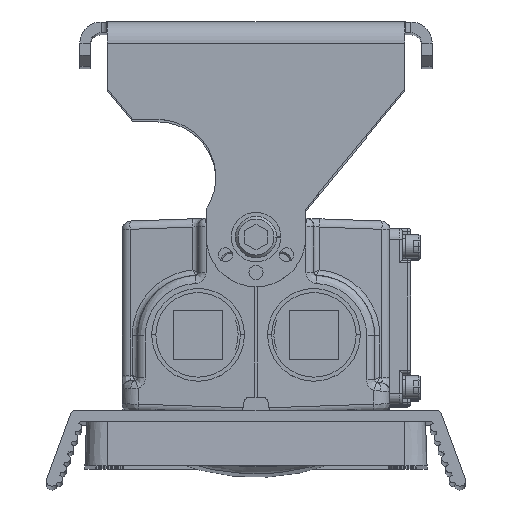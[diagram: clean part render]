
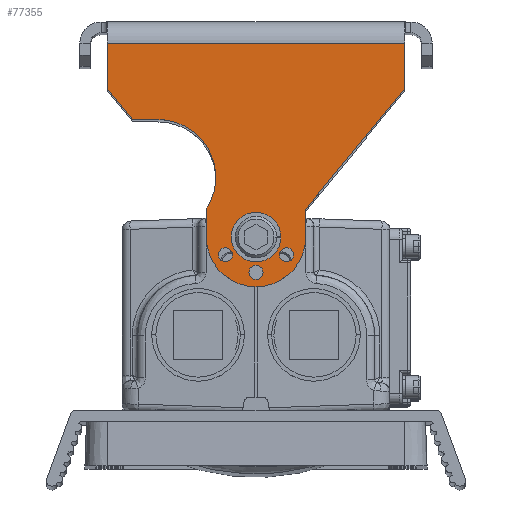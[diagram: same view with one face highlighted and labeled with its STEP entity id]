
A CAD part, top view. The second image highlights one B-rep face of the part: STEP entity #77355.
In plain terms, the highlighted planar face has unit normal (0, 0, 1).
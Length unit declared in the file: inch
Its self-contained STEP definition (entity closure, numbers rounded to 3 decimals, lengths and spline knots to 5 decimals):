
#75699=DIRECTION('',(0.,-1.,0.));
#75700=VECTOR('',#75699,0.51);
#75701=CARTESIAN_POINT('',(-1.6875,-0.24,8.0275));
#75702=LINE('',#75701,#75700);
#75711=CARTESIAN_POINT('',(0.,-2.437,8.0275));
#75712=DIRECTION('',(0.,0.,1.));
#75713=DIRECTION('',(-1.,0.,0.));
#75714=AXIS2_PLACEMENT_3D('',#75711,#75712,#75713);
#75716=DIRECTION('',(0.,1.,0.));
#75717=VECTOR('',#75716,0.31732);
#75718=CARTESIAN_POINT('',(-0.5625,-2.437,8.0275));
#75719=LINE('',#75718,#75717);
#75720=CARTESIAN_POINT('',(-1.11133,-1.76035,8.0275));
#75721=DIRECTION('',(0.,0.,1.));
#75722=DIRECTION('',(0.837,-0.548,0.));
#75723=AXIS2_PLACEMENT_3D('',#75720,#75721,#75722);
#75725=DIRECTION('',(-1.,0.,0.));
#75726=VECTOR('',#75725,0.28512);
#75727=CARTESIAN_POINT('',(-1.11133,-1.10435,8.0275));
#75728=LINE('',#75727,#75726);
#75729=DIRECTION('',(-0.635,0.773,0.));
#75730=VECTOR('',#75729,0.45856);
#75731=CARTESIAN_POINT('',(-1.39645,-1.10435,8.0275));
#75732=LINE('',#75731,#75730);
#75733=DIRECTION('',(-1.,0.,0.));
#75734=VECTOR('',#75733,3.375);
#75735=CARTESIAN_POINT('',(1.6875,-0.24,8.0275));
#75736=LINE('',#75735,#75734);
#75737=DIRECTION('',(-0.635,-0.773,0.));
#75738=VECTOR('',#75737,1.77247);
#75739=CARTESIAN_POINT('',(1.6875,-0.75,8.0275));
#75740=LINE('',#75739,#75738);
#75741=DIRECTION('',(0.,-1.,0.));
#75742=VECTOR('',#75741,0.31732);
#75743=CARTESIAN_POINT('',(0.5625,-2.11968,8.0275));
#75744=LINE('',#75743,#75742);
#75745=CARTESIAN_POINT('',(0.,-2.437,8.0275));
#75746=DIRECTION('',(0.,0.,1.));
#75747=DIRECTION('',(1.,0.,0.));
#75748=AXIS2_PLACEMENT_3D('',#75745,#75746,#75747);
#75750=CARTESIAN_POINT('',(0.,-2.437,8.0275));
#75751=DIRECTION('',(0.,0.,1.));
#75752=DIRECTION('',(-1.,0.,0.));
#75753=AXIS2_PLACEMENT_3D('',#75750,#75751,#75752);
#75755=CARTESIAN_POINT('',(-0.34641,-2.637,8.0275));
#75756=DIRECTION('',(0.,0.,1.));
#75757=DIRECTION('',(1.,0.,0.));
#75758=AXIS2_PLACEMENT_3D('',#75755,#75756,#75757);
#75760=CARTESIAN_POINT('',(-0.34641,-2.637,8.0275));
#75761=DIRECTION('',(0.,0.,1.));
#75762=DIRECTION('',(-1.,0.,0.));
#75763=AXIS2_PLACEMENT_3D('',#75760,#75761,#75762);
#75765=CARTESIAN_POINT('',(0.,-2.837,8.0275));
#75766=DIRECTION('',(0.,0.,1.));
#75767=DIRECTION('',(1.,0.,0.));
#75768=AXIS2_PLACEMENT_3D('',#75765,#75766,#75767);
#75770=CARTESIAN_POINT('',(0.,-2.837,8.0275));
#75771=DIRECTION('',(0.,0.,1.));
#75772=DIRECTION('',(-1.,0.,0.));
#75773=AXIS2_PLACEMENT_3D('',#75770,#75771,#75772);
#75775=CARTESIAN_POINT('',(0.34641,-2.637,8.0275));
#75776=DIRECTION('',(0.,0.,1.));
#75777=DIRECTION('',(1.,0.,0.));
#75778=AXIS2_PLACEMENT_3D('',#75775,#75776,#75777);
#75780=CARTESIAN_POINT('',(0.34641,-2.637,8.0275));
#75781=DIRECTION('',(0.,0.,1.));
#75782=DIRECTION('',(-1.,0.,0.));
#75783=AXIS2_PLACEMENT_3D('',#75780,#75781,#75782);
#75797=DIRECTION('',(0.,-1.,0.));
#75798=VECTOR('',#75797,0.51);
#75799=CARTESIAN_POINT('',(1.6875,-0.24,8.0275));
#75800=LINE('',#75799,#75798);
#76915=CARTESIAN_POINT('',(-0.5625,-2.437,8.0275));
#76916=CARTESIAN_POINT('',(0.5625,-2.437,8.0275));
#76917=VERTEX_POINT('',#76915);
#76918=VERTEX_POINT('',#76916);
#76919=CARTESIAN_POINT('',(-0.5625,-2.11968,8.0275));
#76920=VERTEX_POINT('',#76919);
#76921=CARTESIAN_POINT('',(-1.11133,-1.10435,8.0275));
#76922=VERTEX_POINT('',#76921);
#76923=CARTESIAN_POINT('',(-1.39645,-1.10435,8.0275));
#76924=VERTEX_POINT('',#76923);
#76925=CARTESIAN_POINT('',(-1.6875,-0.75,8.0275));
#76926=VERTEX_POINT('',#76925);
#76927=CARTESIAN_POINT('',(-1.6875,-0.24,8.0275));
#76928=VERTEX_POINT('',#76927);
#76929=CARTESIAN_POINT('',(1.6875,-0.24,8.0275));
#76930=VERTEX_POINT('',#76929);
#76931=CARTESIAN_POINT('',(1.6875,-0.75,8.0275));
#76932=VERTEX_POINT('',#76931);
#76933=CARTESIAN_POINT('',(0.5625,-2.11968,8.0275));
#76934=VERTEX_POINT('',#76933);
#76935=CARTESIAN_POINT('',(0.164,-2.437,8.0275));
#76936=CARTESIAN_POINT('',(-0.164,-2.437,8.0275));
#76937=VERTEX_POINT('',#76935);
#76938=VERTEX_POINT('',#76936);
#76939=CARTESIAN_POINT('',(-0.26691,-2.637,8.0275));
#76940=CARTESIAN_POINT('',(-0.42591,-2.637,8.0275));
#76941=VERTEX_POINT('',#76939);
#76942=VERTEX_POINT('',#76940);
#76943=CARTESIAN_POINT('',(0.0795,-2.837,8.0275));
#76944=CARTESIAN_POINT('',(-0.0795,-2.837,8.0275));
#76945=VERTEX_POINT('',#76943);
#76946=VERTEX_POINT('',#76944);
#76947=CARTESIAN_POINT('',(0.42591,-2.637,8.0275));
#76948=CARTESIAN_POINT('',(0.26691,-2.637,8.0275));
#76949=VERTEX_POINT('',#76947);
#76950=VERTEX_POINT('',#76948);
#77306=CARTESIAN_POINT('',(-1.6875,0.,8.0275));
#77307=DIRECTION('',(0.,0.,1.));
#77308=DIRECTION('',(0.,-1.,0.));
#77309=AXIS2_PLACEMENT_3D('',#77306,#77307,#77308);
#77310=PLANE('',#77309);
#77312=ORIENTED_EDGE('',*,*,#77311,.F.);
#77314=ORIENTED_EDGE('',*,*,#77313,.T.);
#77316=ORIENTED_EDGE('',*,*,#77315,.T.);
#77318=ORIENTED_EDGE('',*,*,#77317,.T.);
#77320=ORIENTED_EDGE('',*,*,#77319,.T.);
#77321=ORIENTED_EDGE('',*,*,#77296,.F.);
#77322=ORIENTED_EDGE('',*,*,#77271,.F.);
#77324=ORIENTED_EDGE('',*,*,#77323,.T.);
#77326=ORIENTED_EDGE('',*,*,#77325,.T.);
#77328=ORIENTED_EDGE('',*,*,#77327,.T.);
#77329=EDGE_LOOP('',(#77312,#77314,#77316,#77318,#77320,#77321,#77322,#77324,
#77326,#77328));
#77330=FACE_OUTER_BOUND('',#77329,.F.);
#77332=ORIENTED_EDGE('',*,*,#77331,.T.);
#77334=ORIENTED_EDGE('',*,*,#77333,.T.);
#77335=EDGE_LOOP('',(#77332,#77334));
#77336=FACE_BOUND('',#77335,.F.);
#77338=ORIENTED_EDGE('',*,*,#77337,.T.);
#77340=ORIENTED_EDGE('',*,*,#77339,.T.);
#77341=EDGE_LOOP('',(#77338,#77340));
#77342=FACE_BOUND('',#77341,.F.);
#77344=ORIENTED_EDGE('',*,*,#77343,.T.);
#77346=ORIENTED_EDGE('',*,*,#77345,.T.);
#77347=EDGE_LOOP('',(#77344,#77346));
#77348=FACE_BOUND('',#77347,.F.);
#77350=ORIENTED_EDGE('',*,*,#77349,.T.);
#77352=ORIENTED_EDGE('',*,*,#77351,.T.);
#77353=EDGE_LOOP('',(#77350,#77352));
#77354=FACE_BOUND('',#77353,.F.);
#77355=ADVANCED_FACE('',(#77330,#77336,#77342,#77348,#77354),#77310,.T.);
#75715=CIRCLE('',#75714,0.5625);
#75724=CIRCLE('',#75723,0.656);
#75749=CIRCLE('',#75748,0.164);
#75754=CIRCLE('',#75753,0.164);
#75759=CIRCLE('',#75758,0.0795);
#75764=CIRCLE('',#75763,0.0795);
#75769=CIRCLE('',#75768,0.0795);
#75774=CIRCLE('',#75773,0.0795);
#75779=CIRCLE('',#75778,0.0795);
#75784=CIRCLE('',#75783,0.0795);
#77271=EDGE_CURVE('',#76930,#76928,#75736,.T.);
#77296=EDGE_CURVE('',#76928,#76926,#75702,.T.);
#77311=EDGE_CURVE('',#76917,#76918,#75715,.T.);
#77313=EDGE_CURVE('',#76917,#76920,#75719,.T.);
#77315=EDGE_CURVE('',#76920,#76922,#75724,.T.);
#77317=EDGE_CURVE('',#76922,#76924,#75728,.T.);
#77319=EDGE_CURVE('',#76924,#76926,#75732,.T.);
#77323=EDGE_CURVE('',#76930,#76932,#75800,.T.);
#77325=EDGE_CURVE('',#76932,#76934,#75740,.T.);
#77327=EDGE_CURVE('',#76934,#76918,#75744,.T.);
#77331=EDGE_CURVE('',#76937,#76938,#75749,.T.);
#77333=EDGE_CURVE('',#76938,#76937,#75754,.T.);
#77337=EDGE_CURVE('',#76941,#76942,#75759,.T.);
#77339=EDGE_CURVE('',#76942,#76941,#75764,.T.);
#77343=EDGE_CURVE('',#76945,#76946,#75769,.T.);
#77345=EDGE_CURVE('',#76946,#76945,#75774,.T.);
#77349=EDGE_CURVE('',#76949,#76950,#75779,.T.);
#77351=EDGE_CURVE('',#76950,#76949,#75784,.T.);
